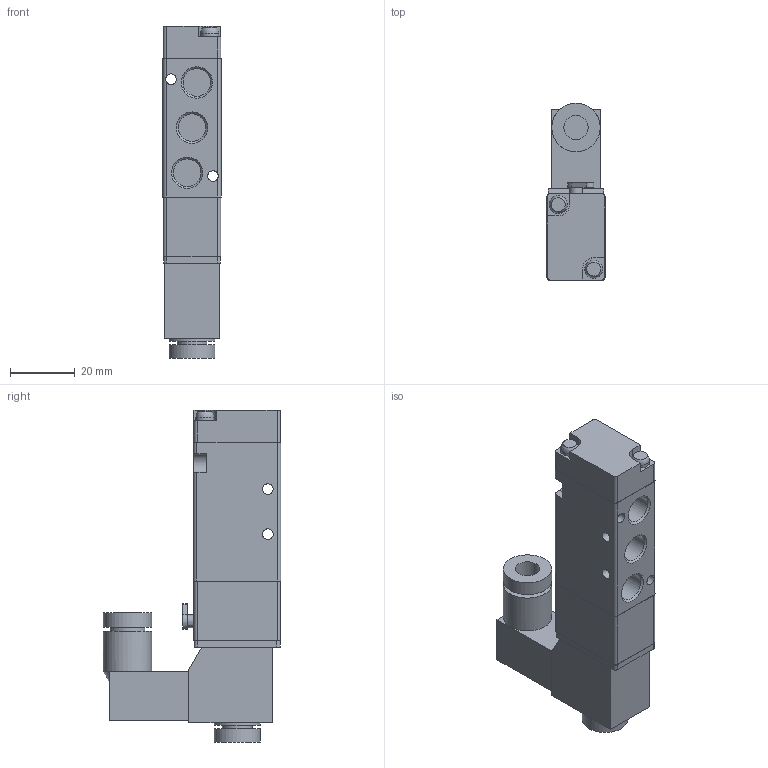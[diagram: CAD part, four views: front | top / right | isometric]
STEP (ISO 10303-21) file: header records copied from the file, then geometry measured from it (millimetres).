
FILE_DESCRIPTION(/* description */ ('STEP AP203'),/* implementation_level */ '2;1');
FILE_NAME(/* name */ 'RV5211-06QE4',/* time_stamp */ '2024-05-09T18:11:16+02:00',/* author */ ('License CC BY-ND 4.0'),/* organization */ ('CADENAS'),/* preprocessor_version */ 'ST-DEVELOPER v19.3',/* originating_system */ 'PARTsolutions',/* authorisation */ ' ');
FILE_SCHEMA (('CONFIG_CONTROL_DESIGN'));
Length unit declared in the file: millimetre
Products named in the file (1): RV5211-06QE4
Bounding box: 18 x 55 x 102.9 mm (x, y, z)
Volume: 50949.8 mm3; surface area: 15129 mm2
Topology: 1 solids, 1 shells, 113 faces, 272 edges, 179 vertices
Faces by surface type: plane 62, cylinder 43, cone 6, sphere 2
Full cylindrical faces by diameter (mm): 3.3 x4, 4 x1, 5.6 x2, 7.5 x1, 8.566 x5, 9.2 x1, 10.8 x1, 14.2 x2, 15 x2
Entity records: 3187 total; most frequent: DIRECTION 560, CARTESIAN_POINT 547, ORIENTED_EDGE 482, EDGE_CURVE 241, AXIS2_PLACEMENT_3D 208, VERTEX_POINT 174, EDGE_LOOP 165, FACE_BOUND 165
